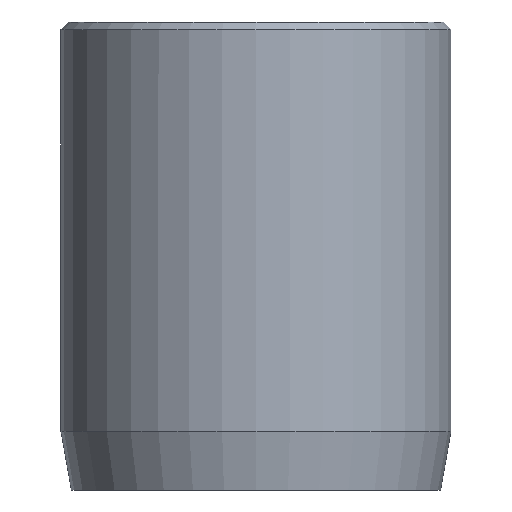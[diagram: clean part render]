
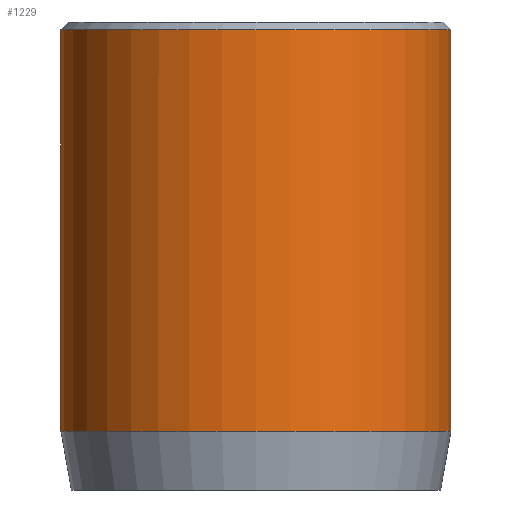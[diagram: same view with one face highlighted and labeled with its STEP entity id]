
A CAD part, front view. The second image highlights one B-rep face of the part: STEP entity #1229.
In plain terms, the highlighted cylindrical face has radius 5 mm (diameter 10 mm), a partial arc.
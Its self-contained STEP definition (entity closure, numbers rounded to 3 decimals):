
#18 = CARTESIAN_POINT ( 'NONE',  ( 0., 0., 11.8 ) ) ;
#40 = CIRCLE ( 'NONE', #665, 5. ) ;
#105 = VERTEX_POINT ( 'NONE', #1205 ) ;
#112 = EDGE_CURVE ( 'NONE', #453, #1118, #1048, .T. ) ;
#125 = DIRECTION ( 'NONE',  ( 1., 0., 0. ) ) ;
#212 = CARTESIAN_POINT ( 'NONE',  ( 5., 0., 11.8 ) ) ;
#249 = ORIENTED_EDGE ( 'NONE', *, *, #1068, .T. ) ;
#278 = LINE ( 'NONE', #457, #1025 ) ;
#311 = VECTOR ( 'NONE', #903, 1000. ) ;
#351 = CARTESIAN_POINT ( 'NONE',  ( 5., 0., 1.5 ) ) ;
#364 = FACE_OUTER_BOUND ( 'NONE', #382, .T. ) ;
#382 = EDGE_LOOP ( 'NONE', ( #928, #249, #1189, #1183 ) ) ;
#400 = VERTEX_POINT ( 'NONE', #602 ) ;
#453 = VERTEX_POINT ( 'NONE', #212 ) ;
#457 = CARTESIAN_POINT ( 'NONE',  ( -5., 0., 12. ) ) ;
#495 = AXIS2_PLACEMENT_3D ( 'NONE', #959, #792, #1206 ) ;
#523 = CARTESIAN_POINT ( 'NONE',  ( 0., 0., 1.5 ) ) ;
#602 = CARTESIAN_POINT ( 'NONE',  ( -5., 0., 11.8 ) ) ;
#623 = DIRECTION ( 'NONE',  ( 1., 0., 0. ) ) ;
#665 = AXIS2_PLACEMENT_3D ( 'NONE', #523, #1148, #623 ) ;
#766 = DIRECTION ( 'NONE',  ( 0., 0., -1. ) ) ;
#783 = EDGE_CURVE ( 'NONE', #105, #1118, #40, .T. ) ;
#784 = AXIS2_PLACEMENT_3D ( 'NONE', #18, #766, #125 ) ;
#792 = DIRECTION ( 'NONE',  ( 0., 0., -1. ) ) ;
#902 = CARTESIAN_POINT ( 'NONE',  ( 5., 0., 12. ) ) ;
#903 = DIRECTION ( 'NONE',  ( 0., 0., -1. ) ) ;
#928 = ORIENTED_EDGE ( 'NONE', *, *, #112, .F. ) ;
#959 = CARTESIAN_POINT ( 'NONE',  ( 0., 0., 12. ) ) ;
#1025 = VECTOR ( 'NONE', #1104, 1000. ) ;
#1048 = LINE ( 'NONE', #902, #311 ) ;
#1061 = EDGE_CURVE ( 'NONE', #400, #105, #278, .T. ) ;
#1063 = CYLINDRICAL_SURFACE ( 'NONE', #495, 5. ) ;
#1068 = EDGE_CURVE ( 'NONE', #453, #400, #1237, .T. ) ;
#1104 = DIRECTION ( 'NONE',  ( 0., 0., -1. ) ) ;
#1118 = VERTEX_POINT ( 'NONE', #351 ) ;
#1148 = DIRECTION ( 'NONE',  ( 0., 0., 1. ) ) ;
#1183 = ORIENTED_EDGE ( 'NONE', *, *, #783, .T. ) ;
#1189 = ORIENTED_EDGE ( 'NONE', *, *, #1061, .T. ) ;
#1205 = CARTESIAN_POINT ( 'NONE',  ( -5., 0., 1.5 ) ) ;
#1206 = DIRECTION ( 'NONE',  ( -1., 0., 0. ) ) ;
#1229 = ADVANCED_FACE ( 'NONE', ( #364 ), #1063, .T. ) ;
#1237 = CIRCLE ( 'NONE', #784, 5. ) ;
